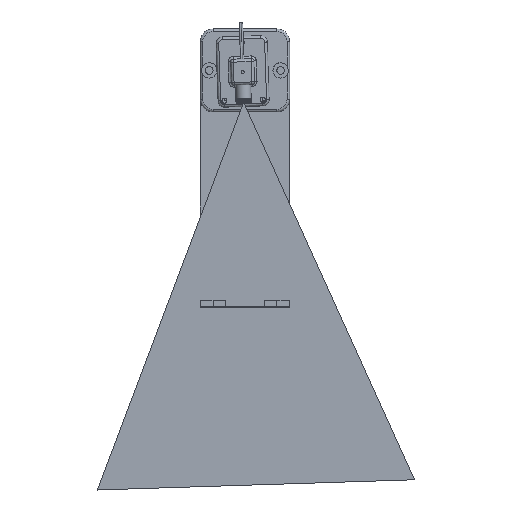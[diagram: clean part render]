
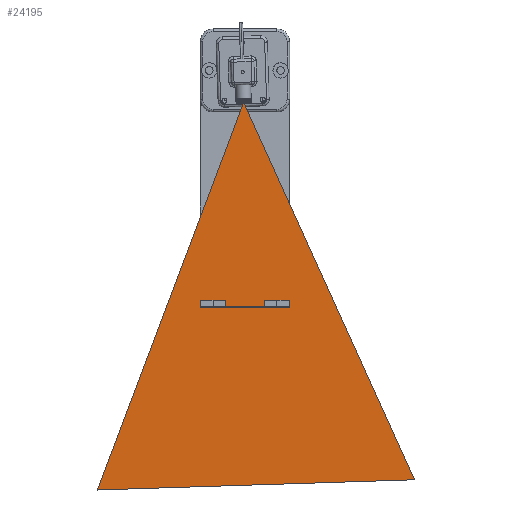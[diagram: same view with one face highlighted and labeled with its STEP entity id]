
A CAD part, front view. The second image highlights one B-rep face of the part: STEP entity #24195.
In plain terms, the highlighted face is planar.
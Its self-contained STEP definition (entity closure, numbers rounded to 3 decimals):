
#1804=FACE_OUTER_BOUND('',#2993,.T.);
#2993=EDGE_LOOP('',(#21203,#21204,#21205));
#5943=LINE('',#38878,#8887);
#5944=LINE('',#38880,#8888);
#5945=LINE('',#38881,#8889);
#8887=VECTOR('',#31959,10.);
#8888=VECTOR('',#31960,10.);
#8889=VECTOR('',#31961,10.);
#11137=VERTEX_POINT('',#38876);
#11138=VERTEX_POINT('',#38877);
#11139=VERTEX_POINT('',#38879);
#14500=EDGE_CURVE('',#11137,#11138,#5943,.T.);
#14501=EDGE_CURVE('',#11138,#11139,#5944,.T.);
#14502=EDGE_CURVE('',#11139,#11137,#5945,.T.);
#21203=ORIENTED_EDGE('',*,*,#14500,.T.);
#21204=ORIENTED_EDGE('',*,*,#14501,.T.);
#21205=ORIENTED_EDGE('',*,*,#14502,.T.);
#22457=PLANE('',#25915);
#24195=ADVANCED_FACE('',(#1804),#22457,.T.);
#25915=AXIS2_PLACEMENT_3D('',#38875,#31957,#31958);
#31957=DIRECTION('center_axis',(1.,0.,0.));
#31958=DIRECTION('ref_axis',(0.,0.,-1.));
#31959=DIRECTION('',(0.,-0.924,-0.383));
#31960=DIRECTION('',(0.,0.924,-0.383));
#31961=DIRECTION('',(0.,0.,1.));
#38875=CARTESIAN_POINT('Origin',(0.005,184.5,0.));
#38876=CARTESIAN_POINT('',(0.005,334.,124.264));
#38877=CARTESIAN_POINT('',(0.005,34.,0.));
#38878=CARTESIAN_POINT('',(0.005,334.,124.264));
#38879=CARTESIAN_POINT('',(0.005,334.,-124.264));
#38880=CARTESIAN_POINT('',(0.005,34.,0.));
#38881=CARTESIAN_POINT('',(0.005,334.,-124.264));
